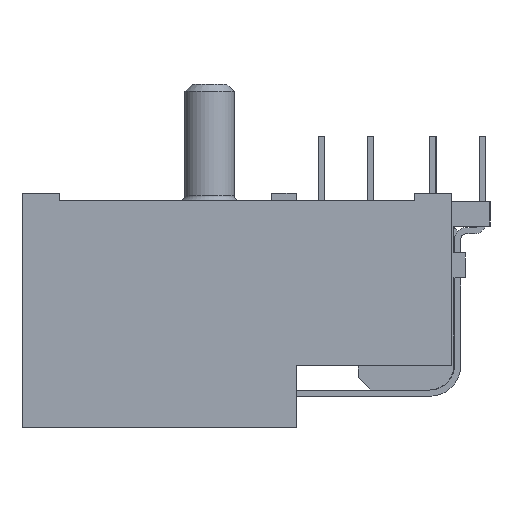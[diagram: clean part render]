
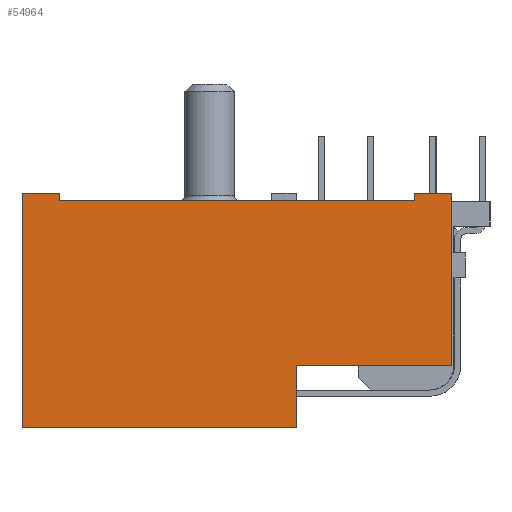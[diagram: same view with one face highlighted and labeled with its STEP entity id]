
A CAD part, left-side view. The second image highlights one B-rep face of the part: STEP entity #54964.
In plain terms, the highlighted planar face has unit normal (-1, 0, 0).
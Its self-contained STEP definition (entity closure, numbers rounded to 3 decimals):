
#16941=ORIENTED_EDGE('',*,*,#26656,.F.);
#16942=ORIENTED_EDGE('',*,*,#24706,.F.);
#16943=ORIENTED_EDGE('',*,*,#24700,.F.);
#16944=ORIENTED_EDGE('',*,*,#26657,.T.);
#16945=ORIENTED_EDGE('',*,*,#25155,.T.);
#16946=ORIENTED_EDGE('',*,*,#25177,.F.);
#16947=ORIENTED_EDGE('',*,*,#26654,.F.);
#16948=ORIENTED_EDGE('',*,*,#24953,.T.);
#16949=ORIENTED_EDGE('',*,*,#25152,.T.);
#16950=ORIENTED_EDGE('',*,*,#25146,.F.);
#16951=ORIENTED_EDGE('',*,*,#24716,.T.);
#24700=EDGE_CURVE('',#30900,#30901,#36691,.T.);
#24706=EDGE_CURVE('',#30901,#30905,#36695,.T.);
#24716=EDGE_CURVE('',#30913,#30911,#36704,.T.);
#24953=EDGE_CURVE('',#31150,#31149,#36941,.T.);
#25146=EDGE_CURVE('',#30913,#31275,#37134,.T.);
#25152=EDGE_CURVE('',#31149,#31275,#37140,.T.);
#25155=EDGE_CURVE('',#31282,#31281,#37143,.T.);
#25177=EDGE_CURVE('',#31298,#31281,#37165,.T.);
#26654=EDGE_CURVE('',#31150,#31298,#38642,.T.);
#26656=EDGE_CURVE('',#30905,#30911,#38644,.T.);
#26657=EDGE_CURVE('',#30900,#31282,#38645,.T.);
#30900=VERTEX_POINT('',#86340);
#30901=VERTEX_POINT('',#86341);
#30905=VERTEX_POINT('',#86352);
#30911=VERTEX_POINT('',#86369);
#30913=VERTEX_POINT('',#86372);
#31149=VERTEX_POINT('',#86849);
#31150=VERTEX_POINT('',#86851);
#31275=VERTEX_POINT('',#87204);
#31281=VERTEX_POINT('',#87220);
#31282=VERTEX_POINT('',#87222);
#31298=VERTEX_POINT('',#87261);
#36691=LINE('',#86339,#43247);
#36695=LINE('',#86351,#43251);
#36704=LINE('',#86371,#43260);
#36941=LINE('',#86850,#43497);
#37134=LINE('',#87203,#43690);
#37140=LINE('',#87214,#43696);
#37143=LINE('',#87221,#43699);
#37165=LINE('',#87262,#43721);
#38642=LINE('',#90024,#45198);
#38644=LINE('',#90027,#45200);
#38645=LINE('',#90028,#45201);
#43247=VECTOR('',#70995,1000.);
#43251=VECTOR('',#71005,1000.);
#43260=VECTOR('',#71020,1000.);
#43497=VECTOR('',#71267,1000.);
#43690=VECTOR('',#71530,1000.);
#43696=VECTOR('',#71538,1000.);
#43699=VECTOR('',#71543,1000.);
#43721=VECTOR('',#71569,1000.);
#45198=VECTOR('',#73560,1000.);
#45200=VECTOR('',#73564,1000.);
#45201=VECTOR('',#73565,1000.);
#47871=EDGE_LOOP('',(#16941,#16942,#16943,#16944,#16945,#16946,#16947,#16948,
#16949,#16950,#16951));
#50571=FACE_BOUND('',#47871,.T.);
#52374=PLANE('',#59204);
#54964=ADVANCED_FACE('',(#50571),#52374,.T.);
#59204=AXIS2_PLACEMENT_3D('',#90026,#73562,#73563);
#70995=DIRECTION('',(0.,-1.,0.));
#71005=DIRECTION('',(0.,-1.,0.));
#71020=DIRECTION('',(0.,1.,0.));
#71267=DIRECTION('',(0.,0.,1.));
#71530=DIRECTION('',(0.,0.,-1.));
#71538=DIRECTION('',(0.,-1.,0.));
#71543=DIRECTION('',(0.,1.,0.));
#71569=DIRECTION('',(0.,0.,1.));
#73560=DIRECTION('',(0.,1.,0.));
#73562=DIRECTION('',(-1.,0.,0.));
#73563=DIRECTION('',(0.,0.,1.));
#73564=DIRECTION('',(0.,0.,1.));
#73565=DIRECTION('',(0.,0.,1.));
#86339=CARTESIAN_POINT('',(-19.506,9.549,5.505));
#86340=CARTESIAN_POINT('',(-19.506,9.549,5.505));
#86341=CARTESIAN_POINT('',(-19.506,3.499,5.505));
#86351=CARTESIAN_POINT('',(-19.506,9.549,5.505));
#86352=CARTESIAN_POINT('',(-19.506,-4.751,5.505));
#86369=CARTESIAN_POINT('',(-19.506,-4.751,5.8));
#86371=CARTESIAN_POINT('',(-19.506,10.349,5.8));
#86372=CARTESIAN_POINT('',(-19.506,-6.25,5.8));
#86849=CARTESIAN_POINT('',(-19.506,0.,-1.145));
#86850=CARTESIAN_POINT('',(-19.506,0.,-3.65));
#86851=CARTESIAN_POINT('',(-19.506,0.,-3.65));
#87203=CARTESIAN_POINT('',(-19.506,-6.25,5.8));
#87204=CARTESIAN_POINT('',(-19.506,-6.25,-1.145));
#87214=CARTESIAN_POINT('',(-19.506,0.,-1.145));
#87220=CARTESIAN_POINT('',(-19.506,11.049,5.8));
#87221=CARTESIAN_POINT('',(-19.506,10.349,5.8));
#87222=CARTESIAN_POINT('',(-19.506,9.549,5.8));
#87261=CARTESIAN_POINT('',(-19.506,11.049,-3.65));
#87262=CARTESIAN_POINT('',(-19.506,11.049,-3.65));
#90024=CARTESIAN_POINT('',(-19.506,10.349,-3.65));
#90026=CARTESIAN_POINT('',(-19.506,10.349,-3.65));
#90027=CARTESIAN_POINT('',(-19.506,-4.751,5.505));
#90028=CARTESIAN_POINT('',(-19.506,9.549,5.505));
